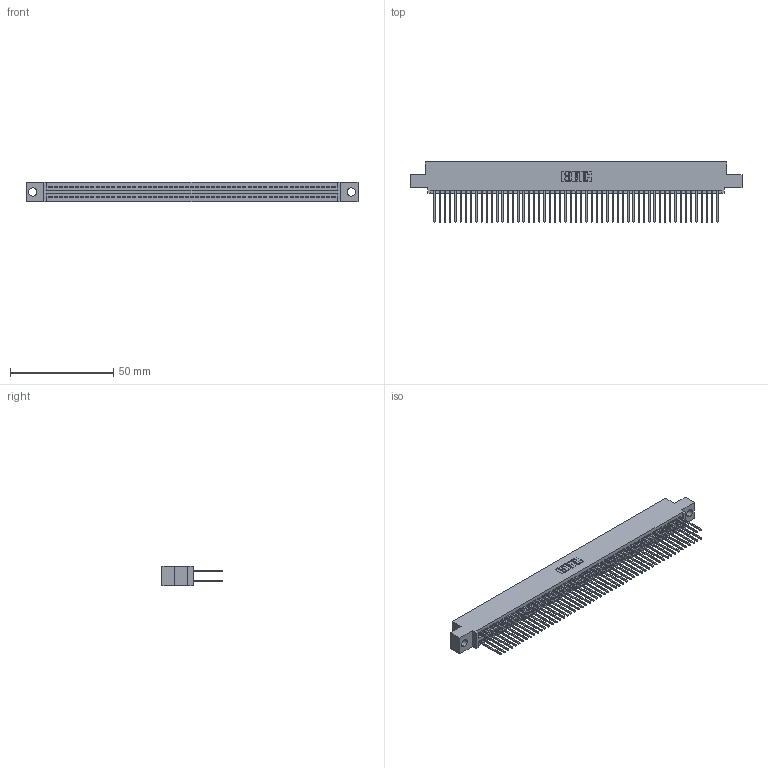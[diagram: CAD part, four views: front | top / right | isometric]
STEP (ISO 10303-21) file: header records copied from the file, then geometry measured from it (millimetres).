
FILE_DESCRIPTION (( 'STEP AP203' ), '1' );
FILE_NAME ('395-110-540-504.STEP', '2021-06-17T17:40:12', ( '' ), ( '' ), 'SwSTEP 2.0', 'SolidWorks 2020', '' );
FILE_SCHEMA (( 'CONFIG_CONTROL_DESIGN' ));
Length unit declared in the file: inch
Products named in the file (3): 345-292-001_345-293-140; 395-110-540-504; 345 Part_0.110 Offset - 0.156 Dia-TI
Assembly tree (111 placements, depth 2):
  395-110-540-504
    345 Part_0.110 Offset - 0.156 Dia-TI
    345-292-001_345-293-140  x110
Bounding box: 160.91 x 29.13 x 9.4 mm (x, y, z)
Volume: 15989.2 mm3; surface area: 25765.6 mm2
Topology: 111 solids, 111 shells, 5644 faces, 16779 edges, 11038 vertices
Faces by surface type: plane 3728, cylinder 1916
Entity records: 41973 total; most frequent: CARTESIAN_POINT 7030, ORIENTED_EDGE 6962, DIRECTION 6181, EDGE_CURVE 3481, VECTOR 3129, LINE 3129, VERTEX_POINT 2318, AXIS2_PLACEMENT_3D 1526
